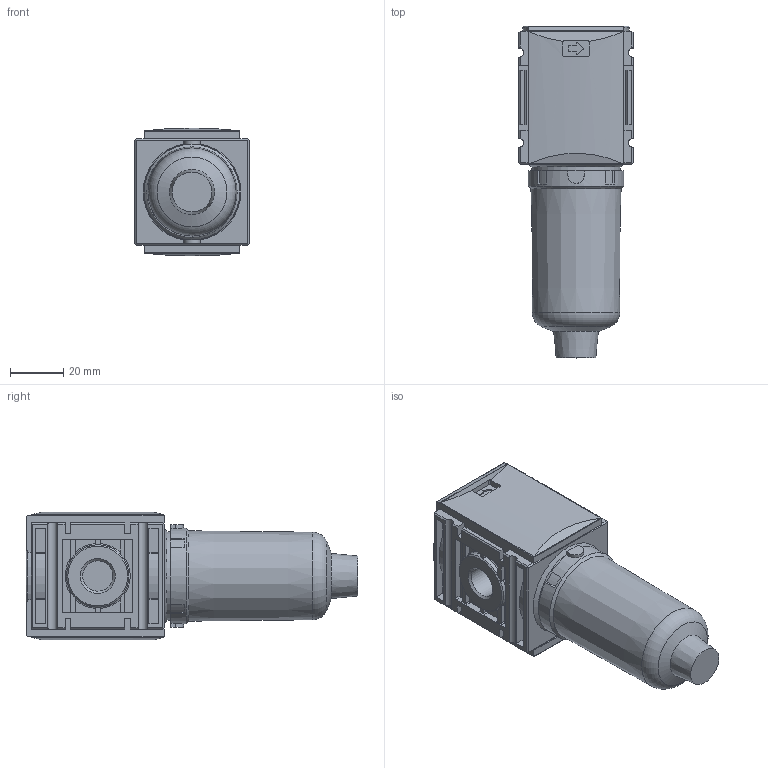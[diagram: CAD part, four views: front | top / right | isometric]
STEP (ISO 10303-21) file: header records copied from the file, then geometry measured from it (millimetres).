
FILE_DESCRIPTION( ( 'STEP AP214' ), ' ' );
FILE_NAME( '91330.CC00.stp', '2017-01-20T15:52:31', ( '' ), ( '' ), ' ', 'PARTsolutions', ' ' );
FILE_SCHEMA( ( 'AUTOMOTIVE_DESIGN { 1 0 10303 214 1 1 1 1 }' ) );
Length unit declared in the file: millimetre
Products named in the file (3): 91330.CC00; HI_KREV_01; _L.00
Assembly tree (2 placements, depth 2):
  91330.CC00
    HI_KREV_01
    _L.00
Bounding box: 43 x 125 x 48.15 mm (x, y, z)
Volume: 152851.4 mm3; surface area: 26260.2 mm2
Topology: 2 solids, 2 shells, 358 faces, 999 edges, 659 vertices
Faces by surface type: plane 224, cylinder 103, torus 20, cone 10, sphere 1
Full cylindrical faces by diameter (mm): 11.445 x2, 23.5 x2, 33.3 x1, 36 x1, 40 x1
Entity records: 14506 total; most frequent: CARTESIAN_POINT 2343, ORIENTED_EDGE 1940, DIRECTION 1922, EDGE_CURVE 970, VERTEX_POINT 654, AXIS2_PLACEMENT_3D 641, LINE 640, VECTOR 640
